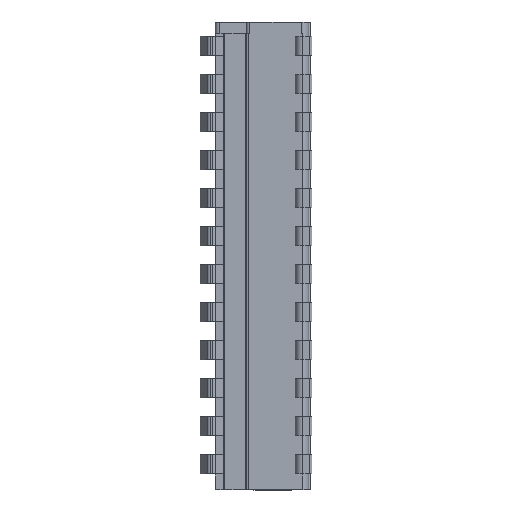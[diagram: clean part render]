
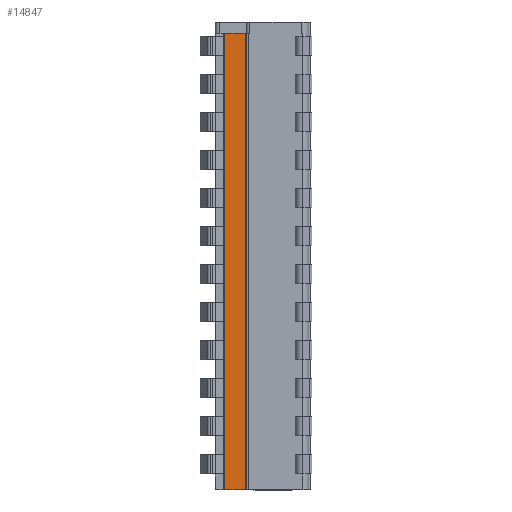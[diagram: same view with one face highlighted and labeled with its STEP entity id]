
A CAD part, top view. The second image highlights one B-rep face of the part: STEP entity #14847.
In plain terms, the highlighted planar face has unit normal (0, 0, 1).
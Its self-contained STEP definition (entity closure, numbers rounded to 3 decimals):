
#19=DIRECTION('',(1.,0.,0.));
#20=VECTOR('',#19,2.7);
#21=CARTESIAN_POINT('',(-4.12,0.,2.725));
#22=LINE('',#21,#20);
#4728=DIRECTION('',(1.,0.,0.));
#4729=VECTOR('',#4728,2.7);
#4730=CARTESIAN_POINT('',(-4.12,-60.,2.725));
#4731=LINE('',#4730,#4729);
#4902=DIRECTION('',(0.,1.,0.));
#4903=VECTOR('',#4902,60.);
#4904=CARTESIAN_POINT('',(-1.42,-60.,2.725));
#4905=LINE('',#4904,#4903);
#4906=DIRECTION('',(0.,-1.,0.));
#4907=VECTOR('',#4906,60.);
#4908=CARTESIAN_POINT('',(-4.12,0.,2.725));
#4909=LINE('',#4908,#4907);
#6816=CARTESIAN_POINT('',(-4.12,0.,2.725));
#6817=VERTEX_POINT('',#6816);
#6866=CARTESIAN_POINT('',(-4.12,-60.,2.725));
#6867=VERTEX_POINT('',#6866);
#8431=CARTESIAN_POINT('',(-1.42,-60.,2.725));
#8432=CARTESIAN_POINT('',(-1.42,0.,2.725));
#8433=VERTEX_POINT('',#8431);
#8434=VERTEX_POINT('',#8432);
#14834=CARTESIAN_POINT('',(-4.12,0.,2.725));
#14835=DIRECTION('',(0.,0.,1.));
#14836=DIRECTION('',(1.,0.,0.));
#14837=AXIS2_PLACEMENT_3D('',#14834,#14835,#14836);
#14838=PLANE('',#14837);
#14840=ORIENTED_EDGE('',*,*,#14839,.F.);
#14841=ORIENTED_EDGE('',*,*,#14779,.F.);
#14843=ORIENTED_EDGE('',*,*,#14842,.F.);
#14844=ORIENTED_EDGE('',*,*,#8820,.T.);
#14845=EDGE_LOOP('',(#14840,#14841,#14843,#14844));
#14846=FACE_OUTER_BOUND('',#14845,.F.);
#14847=ADVANCED_FACE('',(#14846),#14838,.T.);
#8820=EDGE_CURVE('',#6817,#8434,#22,.T.);
#14779=EDGE_CURVE('',#6867,#8433,#4731,.T.);
#14839=EDGE_CURVE('',#8433,#8434,#4905,.T.);
#14842=EDGE_CURVE('',#6817,#6867,#4909,.T.);
